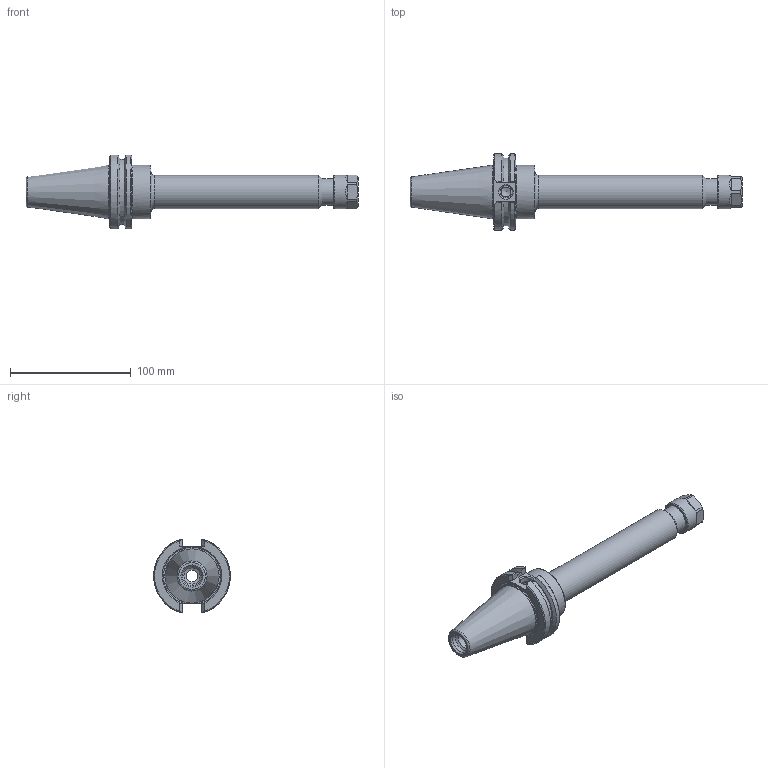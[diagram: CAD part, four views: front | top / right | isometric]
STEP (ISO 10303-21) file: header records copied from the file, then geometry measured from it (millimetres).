
FILE_DESCRIPTION((''),'2;1');
FILE_NAME('C40F-16ERP812.iam.stp','2014-06-23T16:25:03',(''),(''),'Autodesk Inventor 2012','Autodesk Inventor 2012','');
FILE_SCHEMA(('AUTOMOTIVE_DESIGN { 1 0 10303 214 1 1 1 1 }'));
Length unit declared in the file: inch
Products named in the file (3): C40F-16ERP812; C40F-16ER8-1; 16ERPNN
Assembly tree (2 placements, depth 2):
  C40F-16ERP812
    C40F-16ER8-1
    16ERPNN
Bounding box: 274.51 x 63.28 x 61.11 mm (x, y, z)
Volume: 201885.8 mm3; surface area: 46109.8 mm2
Topology: 2 solids, 2 shells, 118 faces, 303 edges, 194 vertices
Faces by surface type: plane 49, cylinder 29, cone 27, torus 9, bspline 4
Full cylindrical faces by diameter (mm): 8 x1, 9.728 x1, 10.135 x1, 10.5 x1, 13.383 x1, 13.386 x1, 15.138 x1, 16.459 x1, 20.041 x2, 20.371 x1, 22 x1, 22.428 x1, 27.432 x1, 27.737 x1, 43.942 x1, 44.45 x1
Entity records: 4204 total; most frequent: CARTESIAN_POINT 1512, DIRECTION 501, ORIENTED_EDGE 496, EDGE_CURVE 248, AXIS2_PLACEMENT_3D 205, VERTEX_POINT 183, EDGE_LOOP 171, FACE_OUTER_BOUND 118
